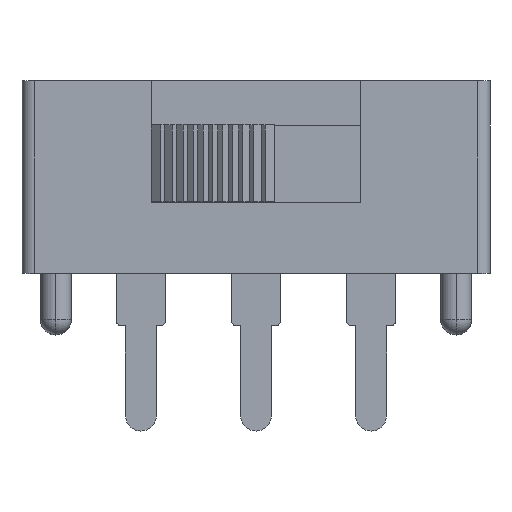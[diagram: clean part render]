
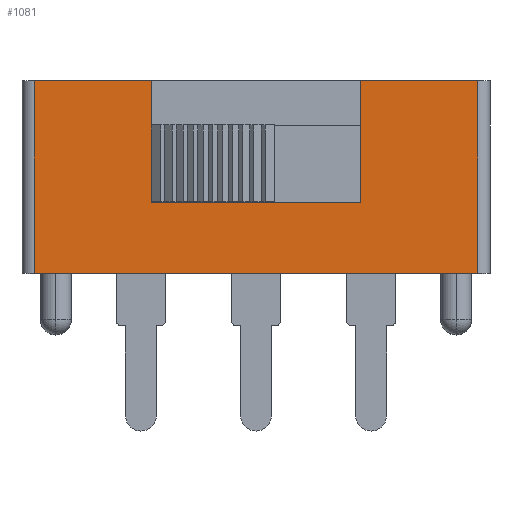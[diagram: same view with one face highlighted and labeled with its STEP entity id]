
A CAD part, top view. The second image highlights one B-rep face of the part: STEP entity #1081.
In plain terms, the highlighted planar face has unit normal (0, 0, 1).
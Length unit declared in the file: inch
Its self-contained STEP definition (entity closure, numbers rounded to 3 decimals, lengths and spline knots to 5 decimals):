
#79 = VERTEX_POINT ( 'NONE', #2193 ) ;
#252 = CARTESIAN_POINT ( 'NONE',  ( -0.36, 0.412, 0.0675 ) ) ;
#279 = DIRECTION ( 'NONE',  ( 1., 0., 0. ) ) ;
#304 = CARTESIAN_POINT ( 'NONE',  ( 0.17, 0.412, 0.0675 ) ) ;
#441 = VECTOR ( 'NONE', #3836, 39.37008 ) ;
#509 = ORIENTED_EDGE ( 'NONE', *, *, #1979, .F. ) ;
#594 = FACE_OUTER_BOUND ( 'NONE', #3719, .T. ) ;
#607 = VERTEX_POINT ( 'NONE', #1464 ) ;
#648 = CARTESIAN_POINT ( 'NONE',  ( -0.36, 0.1, 0.0675 ) ) ;
#661 = PLANE ( 'NONE',  #1324 ) ;
#666 = DIRECTION ( 'NONE',  ( 1., 0., 0. ) ) ;
#711 = LINE ( 'NONE', #3899, #1870 ) ;
#730 = ORIENTED_EDGE ( 'NONE', *, *, #822, .T. ) ;
#781 = EDGE_CURVE ( 'NONE', #1228, #3007, #3418, .T. ) ;
#804 = ORIENTED_EDGE ( 'NONE', *, *, #2956, .F. ) ;
#812 = VECTOR ( 'NONE', #2447, 39.37008 ) ;
#822 = EDGE_CURVE ( 'NONE', #3007, #2713, #711, .T. ) ;
#863 = CARTESIAN_POINT ( 'NONE',  ( -0.17, 0.215, 0.0675 ) ) ;
#896 = CARTESIAN_POINT ( 'NONE',  ( -0.38, 0.412, 0.0675 ) ) ;
#925 = DIRECTION ( 'NONE',  ( 1., 0., 0. ) ) ;
#981 = CARTESIAN_POINT ( 'NONE',  ( 0.36, 0.412, 0.0675 ) ) ;
#982 = DIRECTION ( 'NONE',  ( 0., 0., -1. ) ) ;
#1081 = ADVANCED_FACE ( 'NONE', ( #594 ), #661, .F. ) ;
#1108 = LINE ( 'NONE', #2744, #3365 ) ;
#1168 = ORIENTED_EDGE ( 'NONE', *, *, #2583, .F. ) ;
#1224 = EDGE_CURVE ( 'NONE', #3409, #79, #3194, .T. ) ;
#1228 = VERTEX_POINT ( 'NONE', #648 ) ;
#1297 = DIRECTION ( 'NONE',  ( -1., 0., 0. ) ) ;
#1324 = AXIS2_PLACEMENT_3D ( 'NONE', #2804, #982, #1297 ) ;
#1396 = VECTOR ( 'NONE', #279, 39.37008 ) ;
#1464 = CARTESIAN_POINT ( 'NONE',  ( -0.17, 0.412, 0.0675 ) ) ;
#1467 = DIRECTION ( 'NONE',  ( 0., -1., 0. ) ) ;
#1490 = ORIENTED_EDGE ( 'NONE', *, *, #781, .T. ) ;
#1681 = EDGE_CURVE ( 'NONE', #3329, #1228, #3230, .T. ) ;
#1870 = VECTOR ( 'NONE', #2444, 39.37008 ) ;
#1911 = CARTESIAN_POINT ( 'NONE',  ( 0.36, 0.1, 0.0675 ) ) ;
#1979 = EDGE_CURVE ( 'NONE', #79, #2658, #2407, .T. ) ;
#2156 = ORIENTED_EDGE ( 'NONE', *, *, #1224, .F. ) ;
#2193 = CARTESIAN_POINT ( 'NONE',  ( 0.17, 0.215, 0.0675 ) ) ;
#2195 = CARTESIAN_POINT ( 'NONE',  ( 0.17, 0.215, 0.0675 ) ) ;
#2196 = DIRECTION ( 'NONE',  ( 0., 1., 0. ) ) ;
#2229 = CARTESIAN_POINT ( 'NONE',  ( 0.17, 0.412, 0.0675 ) ) ;
#2343 = CARTESIAN_POINT ( 'NONE',  ( -0.36, 1.68284, 0.0675 ) ) ;
#2363 = CARTESIAN_POINT ( 'NONE',  ( -0.17, 0.412, 0.0675 ) ) ;
#2407 = LINE ( 'NONE', #2229, #3041 ) ;
#2444 = DIRECTION ( 'NONE',  ( 0., 1., 0. ) ) ;
#2447 = DIRECTION ( 'NONE',  ( 1., 0., 0. ) ) ;
#2583 = EDGE_CURVE ( 'NONE', #607, #3409, #3938, .T. ) ;
#2614 = ORIENTED_EDGE ( 'NONE', *, *, #1681, .T. ) ;
#2658 = VERTEX_POINT ( 'NONE', #304 ) ;
#2671 = VECTOR ( 'NONE', #1467, 39.37008 ) ;
#2713 = VERTEX_POINT ( 'NONE', #981 ) ;
#2744 = CARTESIAN_POINT ( 'NONE',  ( -0.38, 0.412, 0.0675 ) ) ;
#2804 = CARTESIAN_POINT ( 'NONE',  ( -0.38, 1.68284, 0.0675 ) ) ;
#2857 = LINE ( 'NONE', #896, #812 ) ;
#2956 = EDGE_CURVE ( 'NONE', #2658, #2713, #1108, .T. ) ;
#3007 = VERTEX_POINT ( 'NONE', #1911 ) ;
#3010 = CARTESIAN_POINT ( 'NONE',  ( -0.38, 0.1, 0.0675 ) ) ;
#3041 = VECTOR ( 'NONE', #2196, 39.37008 ) ;
#3093 = ORIENTED_EDGE ( 'NONE', *, *, #3927, .F. ) ;
#3194 = LINE ( 'NONE', #2195, #3572 ) ;
#3230 = LINE ( 'NONE', #2343, #441 ) ;
#3329 = VERTEX_POINT ( 'NONE', #252 ) ;
#3365 = VECTOR ( 'NONE', #925, 39.37008 ) ;
#3409 = VERTEX_POINT ( 'NONE', #863 ) ;
#3418 = LINE ( 'NONE', #3010, #1396 ) ;
#3572 = VECTOR ( 'NONE', #666, 39.37008 ) ;
#3719 = EDGE_LOOP ( 'NONE', ( #2156, #1168, #3093, #2614, #1490, #730, #804, #509 ) ) ;
#3836 = DIRECTION ( 'NONE',  ( 0., -1., 0. ) ) ;
#3899 = CARTESIAN_POINT ( 'NONE',  ( 0.36, 1.68284, 0.0675 ) ) ;
#3927 = EDGE_CURVE ( 'NONE', #3329, #607, #2857, .T. ) ;
#3938 = LINE ( 'NONE', #2363, #2671 ) ;
